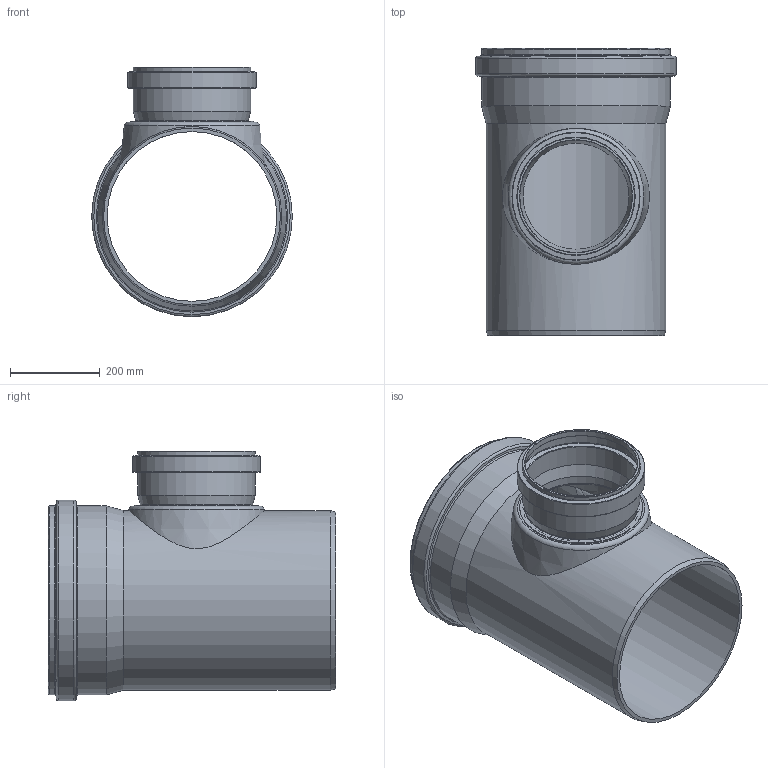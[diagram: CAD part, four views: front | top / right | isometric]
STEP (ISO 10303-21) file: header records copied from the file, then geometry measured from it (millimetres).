
FILE_DESCRIPTION(/* description */ (''),/* implementation_level */ '2;1');
FILE_NAME(/* name */ '226420 KGEA Abzweig DN_OD 400_250_87°.stp',/* time_stamp */ '2017-05-22T10:05:38+02:00',/* author */ ('user1'),/* organization */ (''),/* preprocessor_version */ 'ST-DEVELOPER v16.1',/* originating_system */ 'Autodesk Inventor 2016',/* authorisation */ '');
FILE_SCHEMA (('AUTOMOTIVE_DESIGN { 1 0 10303 214 3 1 1 }'));
Length unit declared in the file: millimetre
Products named in the file (4): 226420 KGEA Abzweig DN_OD 400_250_87°; 226420 KGEA Abzweig DN_OD 400_200_87° Dichtung; 226420 KGEA Abzweig DN_OD 400_250_87° Abzweig; 226420 KGEA Abzweig DN_OD 400_250_87°_1
Assembly tree (3 placements, depth 2):
  226420 KGEA Abzweig DN_OD 400_250_87°_1
    226420 KGEA Abzweig DN_OD 400_250_87°
    226420 KGEA Abzweig DN_OD 400_200_87° Dichtung
    226420 KGEA Abzweig DN_OD 400_250_87° Abzweig
Bounding box: 447.1 x 640 x 556 mm (x, y, z)
Volume: 9399912.6 mm3; surface area: 1975352.3 mm2
Topology: 3 solids, 3 shells, 74 faces, 139 edges, 77 vertices
Faces by surface type: torus 24, cylinder 22, cone 16, plane 12
Full cylindrical faces by diameter (mm): 236.3 x1, 250 x1, 250.5 x1, 250.8 x1, 251.1 x2, 260 x2, 261.8 x1, 262.1 x1, 274.5 x3, 285.5 x1, 378.35 x1, 400.35 x1, 402 x1, 402.4 x1, 421.1 x1, 421.4 x1, 429.1 x1, 447.1 x1
Entity records: 1759 total; most frequent: CARTESIAN_POINT 393, DIRECTION 308, AXIS2_PLACEMENT_3D 154, EDGE_LOOP 150, ORIENTED_EDGE 150, FACE_BOUND 76, VERTEX_POINT 75, EDGE_CURVE 75
